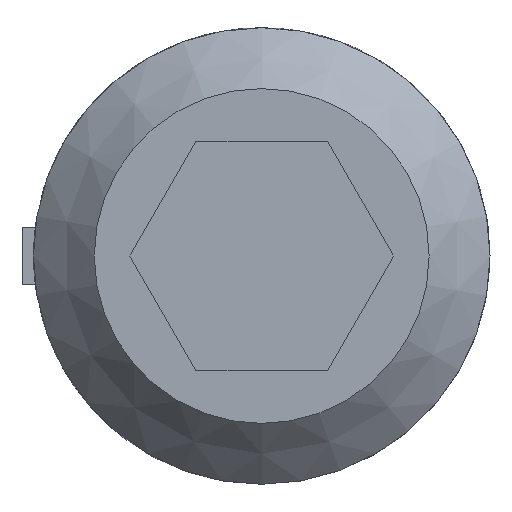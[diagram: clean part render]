
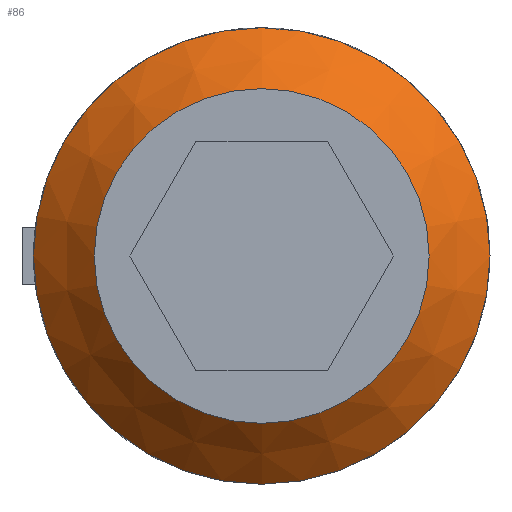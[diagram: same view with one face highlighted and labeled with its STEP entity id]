
A CAD part, left-side view. The second image highlights one B-rep face of the part: STEP entity #86.
In plain terms, the highlighted conical face has half-angle 45 degrees and reference radius 2.2 mm.
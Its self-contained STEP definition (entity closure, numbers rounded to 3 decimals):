
#86 = ADVANCED_FACE( '', ( #184, #185 ), #186, .T. );
#184 = FACE_OUTER_BOUND( '', #289, .T. );
#185 = FACE_BOUND( '', #290, .T. );
#186 = CONICAL_SURFACE( '', #291, 2.2, 0.785 );
#289 = EDGE_LOOP( '', ( #460 ) );
#290 = EDGE_LOOP( '', ( #461 ) );
#291 = AXIS2_PLACEMENT_3D( '', #462, #463, #464 );
#460 = ORIENTED_EDGE( '', *, *, #641, .F. );
#461 = ORIENTED_EDGE( '', *, *, #642, .T. );
#462 = CARTESIAN_POINT( '', ( 0., 0., 0. ) );
#463 = DIRECTION( '', ( 1., 0., 0. ) );
#464 = DIRECTION( '', ( 0., 0., -1. ) );
#641 = EDGE_CURVE( '', #769, #769, #770, .T. );
#642 = EDGE_CURVE( '', #771, #771, #772, .T. );
#769 = VERTEX_POINT( '', #944 );
#770 = CIRCLE( '', #945, 3. );
#771 = VERTEX_POINT( '', #946 );
#772 = CIRCLE( '', #947, 2.2 );
#944 = CARTESIAN_POINT( '', ( 0.8, 0., -3. ) );
#945 = AXIS2_PLACEMENT_3D( '', #1058, #1059, #1060 );
#946 = CARTESIAN_POINT( '', ( 0., 0., -2.2 ) );
#947 = AXIS2_PLACEMENT_3D( '', #1061, #1062, #1063 );
#1058 = CARTESIAN_POINT( '', ( 0.8, 0., 0. ) );
#1059 = DIRECTION( '', ( 1., 0., 0. ) );
#1060 = DIRECTION( '', ( 0., 0., -1. ) );
#1061 = CARTESIAN_POINT( '', ( 0., 0., 0. ) );
#1062 = DIRECTION( '', ( 1., 0., 0. ) );
#1063 = DIRECTION( '', ( 0., 0., -1. ) );
